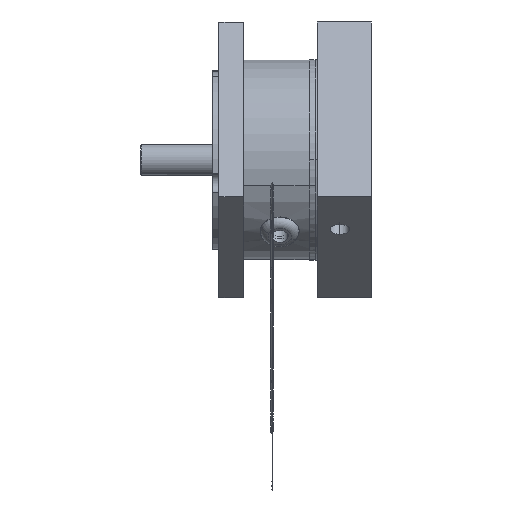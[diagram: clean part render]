
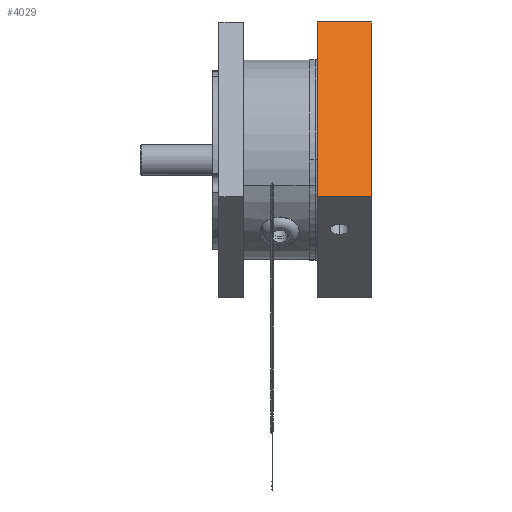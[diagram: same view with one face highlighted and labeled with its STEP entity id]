
A CAD part, front view. The second image highlights one B-rep face of the part: STEP entity #4029.
In plain terms, the highlighted planar face has unit normal (0, -0.866, 0.5).
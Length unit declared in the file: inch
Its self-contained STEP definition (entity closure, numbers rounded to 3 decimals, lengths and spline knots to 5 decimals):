
#1056 = EDGE_LOOP ( 'NONE', ( #3419, #3401, #3402, #3416 ) ) ;
#1197 = VERTEX_POINT ( 'NONE', #1246 ) ;
#1200 = VERTEX_POINT ( 'NONE', #1245 ) ;
#1203 = VERTEX_POINT ( 'NONE', #1242 ) ;
#1204 = VERTEX_POINT ( 'NONE', #1241 ) ;
#1241 = CARTESIAN_POINT ( 'NONE',  ( -3.75398, 12.22358, 5.75983 ) ) ;
#1242 = CARTESIAN_POINT ( 'NONE',  ( -4.62898, 12.22358, 5.75983 ) ) ;
#1245 = CARTESIAN_POINT ( 'NONE',  ( -3.75398, 10.59858, 2.94525 ) ) ;
#1246 = CARTESIAN_POINT ( 'NONE',  ( -4.62898, 10.59858, 2.94525 ) ) ;
#2028 = CARTESIAN_POINT ( 'NONE',  ( -3.75398, 10.59858, 2.94525 ) ) ;
#2071 = DIRECTION ( 'NONE',  ( 0., 0.5, 0.866 ) ) ;
#2073 = LINE ( 'NONE', #2028, #6183 ) ;
#2388 = EDGE_CURVE ( 'NONE', #1200, #1204, #2073, .T. ) ;
#3401 = ORIENTED_EDGE ( 'NONE', *, *, #2388, .T. ) ;
#3402 = ORIENTED_EDGE ( 'NONE', *, *, #3901, .T. ) ;
#3416 = ORIENTED_EDGE ( 'NONE', *, *, #3908, .F. ) ;
#3419 = ORIENTED_EDGE ( 'NONE', *, *, #3909, .F. ) ;
#3901 = EDGE_CURVE ( 'NONE', #1204, #1203, #4317, .T. ) ;
#3908 = EDGE_CURVE ( 'NONE', #1197, #1203, #4718, .T. ) ;
#3909 = EDGE_CURVE ( 'NONE', #1200, #1197, #4721, .T. ) ;
#4029 = ADVANCED_FACE ( 'NONE', ( #5791 ), #5112, .T. ) ;
#4317 = LINE ( 'NONE', #4318, #5904 ) ;
#4318 = CARTESIAN_POINT ( 'NONE',  ( -3.75398, 12.22358, 5.75983 ) ) ;
#4319 = DIRECTION ( 'NONE',  ( -1., 0., 0. ) ) ;
#4718 = LINE ( 'NONE', #4719, #5846 ) ;
#4719 = CARTESIAN_POINT ( 'NONE',  ( -4.62898, 10.59858, 2.94525 ) ) ;
#4720 = DIRECTION ( 'NONE',  ( 0., 0.5, 0.866 ) ) ;
#4721 = LINE ( 'NONE', #4722, #5852 ) ;
#4722 = CARTESIAN_POINT ( 'NONE',  ( -3.75398, 10.59858, 2.94525 ) ) ;
#4723 = DIRECTION ( 'NONE',  ( -1., 0., 0. ) ) ;
#5112 = PLANE ( 'NONE',  #5790 ) ;
#5113 = CARTESIAN_POINT ( 'NONE',  ( -3.75398, 10.59858, 2.94525 ) ) ;
#5114 = DIRECTION ( 'NONE',  ( 0., -0.866, 0.5 ) ) ;
#5115 = DIRECTION ( 'NONE',  ( 0., -0.5, -0.866 ) ) ;
#5790 = AXIS2_PLACEMENT_3D ( 'NONE', #5113, #5114, #5115 ) ;
#5791 = FACE_OUTER_BOUND ( 'NONE', #1056, .T. ) ;
#5846 = VECTOR ( 'NONE', #4720, 39.37008 ) ;
#5852 = VECTOR ( 'NONE', #4723, 39.37008 ) ;
#5904 = VECTOR ( 'NONE', #4319, 39.37008 ) ;
#6183 = VECTOR ( 'NONE', #2071, 39.37008 ) ;
